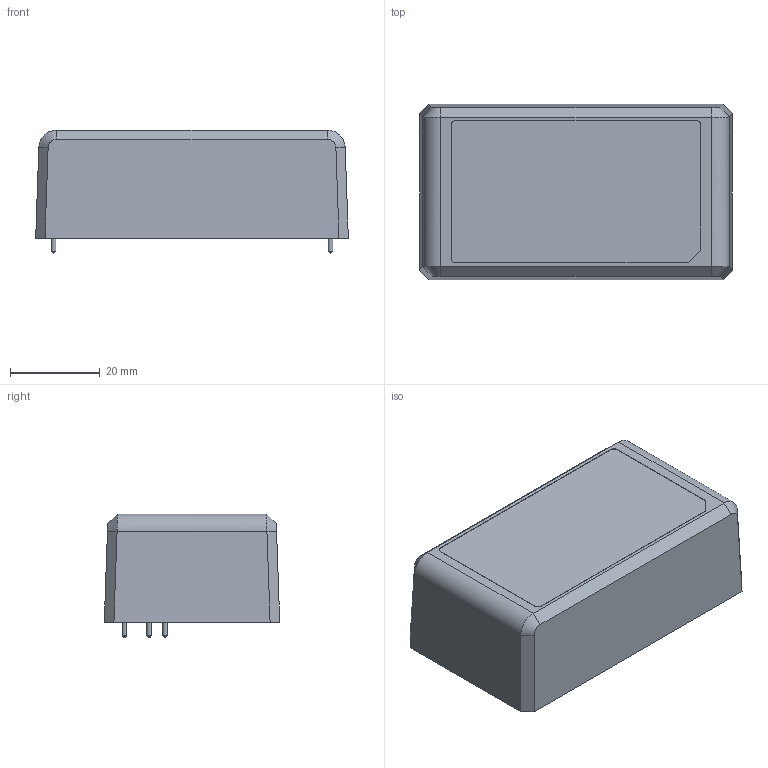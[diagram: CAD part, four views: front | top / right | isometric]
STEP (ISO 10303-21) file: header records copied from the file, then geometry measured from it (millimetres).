
FILE_DESCRIPTION(('FreeCAD Model'),'2;1');
FILE_NAME('Open CASCADE Shape Model','2025-11-11T22:15:19',( 'kicad StepUp'),('ksu MCAD'),'Open CASCADE STEP processor 7.8', 'FreeCAD','Unknown');
FILE_SCHEMA(('AUTOMOTIVE_DESIGN { 1 0 10303 214 1 1 1 1 }'));
Length unit declared in the file: millimetre
Products named in the file (1): IRM-30
Bounding box: 69.5 x 39 x 27.5 mm (x, y, z)
Volume: 62011.7 mm3; surface area: 10233 mm2
Topology: 5 solids, 5 shells, 77 faces, 540 edges, 1532 vertices
Faces by surface type: plane 44, cylinder 25, cone 4, bspline 4
Full cylindrical faces by diameter (mm): 1.04 x4
Entity records: 8771 total; most frequent: CARTESIAN_POINT 2848, DIRECTION 766, GEOMETRIC_CURVE_SET 361, ORIENTED_EDGE 360, TRIMMED_CURVE 360, LINE 318, VECTOR 318, PRESENTATION_STYLE_ASSIGNMENT 262
